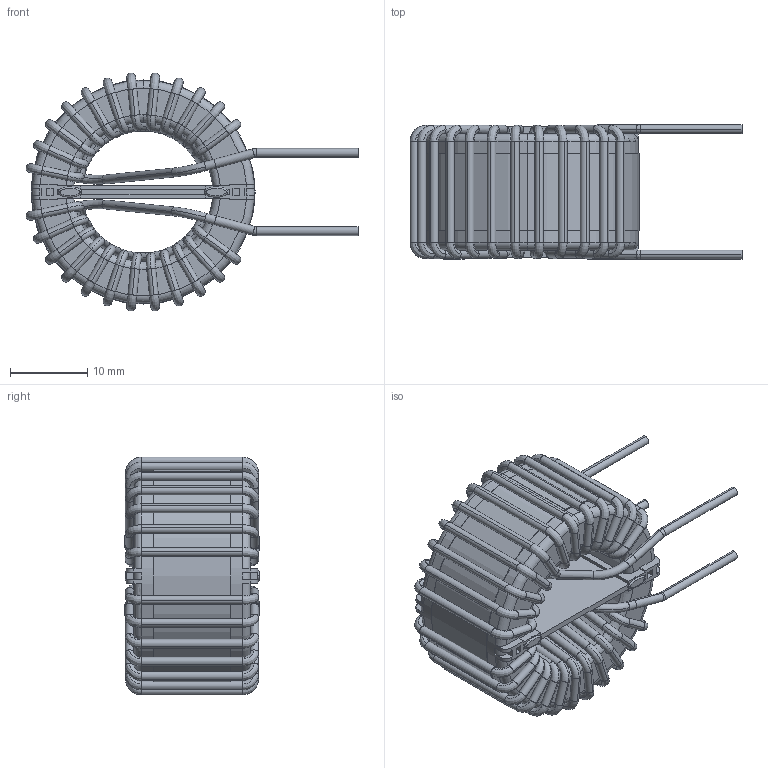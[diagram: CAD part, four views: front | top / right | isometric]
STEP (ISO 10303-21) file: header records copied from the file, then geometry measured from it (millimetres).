
FILE_DESCRIPTION (( 'STEP AP203' ), '1' );
FILE_NAME ('HN-V-133U-10A.STEP', '2020-06-23T13:51:12', ( 'Windows User' ), ( '' ), 'SwSTEP 2.0', 'SolidWorks 2015', '' );
FILE_SCHEMA (( 'CONFIG_CONTROL_DESIGN' ));
Length unit declared in the file: inch
Products named in the file (4): HN-V-133U-10A - CORE; HN-V-133U-10A - FRAME; HN-V-133U-10A; HN-V-133U-10A - COIL
Assembly tree (3 placements, depth 2):
  HN-V-133U-10A
    HN-V-133U-10A - CORE
    HN-V-133U-10A - COIL
    HN-V-133U-10A - FRAME
Bounding box: 42.87 x 17.39 x 30.73 mm (x, y, z)
Volume: 7502.3 mm3; surface area: 9954.5 mm2
Topology: 13 solids, 13 shells, 679 faces, 1939 edges, 1288 vertices
Faces by surface type: cylinder 267, bspline 148, torus 132, plane 132
Entity records: 34698 total; most frequent: CARTESIAN_POINT 16847, ORIENTED_EDGE 3878, DIRECTION 3689, EDGE_CURVE 1939, AXIS2_PLACEMENT_3D 1545, VERTEX_POINT 1288, CIRCLE 1008, EDGE_LOOP 685
